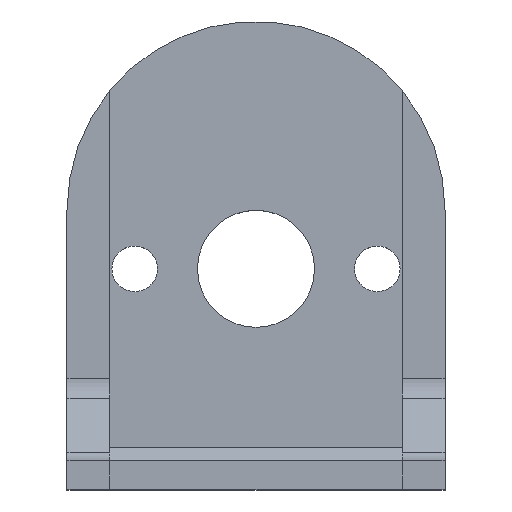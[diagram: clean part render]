
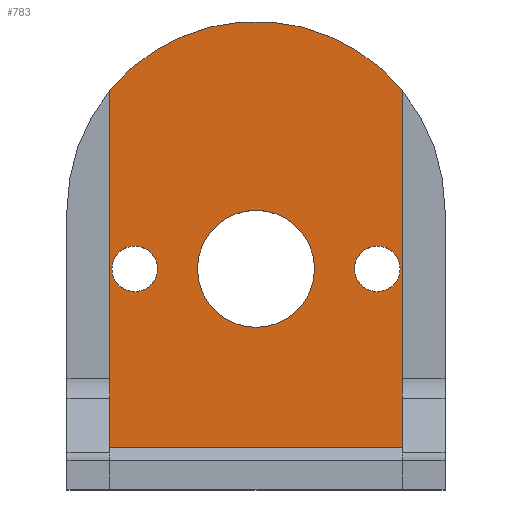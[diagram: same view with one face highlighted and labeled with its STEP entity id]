
A CAD part, top view. The second image highlights one B-rep face of the part: STEP entity #783.
In plain terms, the highlighted planar face has unit normal (0, 0, 1).
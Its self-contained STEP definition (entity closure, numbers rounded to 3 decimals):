
#21=FACE_BOUND('',#140,.T.);
#22=FACE_BOUND('',#141,.T.);
#23=FACE_BOUND('',#142,.T.);
#55=PLANE('',#878);
#89=FACE_OUTER_BOUND('',#139,.T.);
#139=EDGE_LOOP('',(#675,#676,#677,#678));
#140=EDGE_LOOP('',(#679));
#141=EDGE_LOOP('',(#680));
#142=EDGE_LOOP('',(#681));
#206=LINE('',#1261,#278);
#212=LINE('',#1286,#284);
#219=LINE('',#1311,#291);
#278=VECTOR('',#1029,10.);
#284=VECTOR('',#1051,10.);
#291=VECTOR('',#1078,10.);
#330=CIRCLE('',#877,13.25);
#331=CIRCLE('',#879,4.1);
#332=CIRCLE('',#880,1.6);
#333=CIRCLE('',#881,1.6);
#379=VERTEX_POINT('',#1254);
#382=VERTEX_POINT('',#1259);
#393=VERTEX_POINT('',#1285);
#401=VERTEX_POINT('',#1307);
#402=VERTEX_POINT('',#1312);
#403=VERTEX_POINT('',#1314);
#404=VERTEX_POINT('',#1316);
#474=EDGE_CURVE('',#382,#379,#206,.T.);
#486=EDGE_CURVE('',#393,#379,#212,.T.);
#497=EDGE_CURVE('',#401,#393,#330,.T.);
#499=EDGE_CURVE('',#382,#401,#219,.T.);
#500=EDGE_CURVE('',#402,#402,#331,.T.);
#501=EDGE_CURVE('',#403,#403,#332,.T.);
#502=EDGE_CURVE('',#404,#404,#333,.T.);
#675=ORIENTED_EDGE('',*,*,#474,.F.);
#676=ORIENTED_EDGE('',*,*,#499,.T.);
#677=ORIENTED_EDGE('',*,*,#497,.T.);
#678=ORIENTED_EDGE('',*,*,#486,.T.);
#679=ORIENTED_EDGE('',*,*,#500,.T.);
#680=ORIENTED_EDGE('',*,*,#501,.T.);
#681=ORIENTED_EDGE('',*,*,#502,.T.);
#783=ADVANCED_FACE('',(#89,#21,#22,#23),#55,.T.);
#877=AXIS2_PLACEMENT_3D('',#1308,#1073,#1074);
#878=AXIS2_PLACEMENT_3D('',#1310,#1076,#1077);
#879=AXIS2_PLACEMENT_3D('',#1313,#1079,#1080);
#880=AXIS2_PLACEMENT_3D('',#1315,#1081,#1082);
#881=AXIS2_PLACEMENT_3D('',#1317,#1083,#1084);
#1029=DIRECTION('',(-1.,0.,0.));
#1051=DIRECTION('',(0.,-1.,0.));
#1073=DIRECTION('center_axis',(0.,0.,
1.));
#1074=DIRECTION('ref_axis',(1.,0.,0.));
#1076=DIRECTION('center_axis',(0.,0.,
1.));
#1077=DIRECTION('ref_axis',(0.,-1.,0.));
#1078=DIRECTION('',(0.,1.,0.));
#1079=DIRECTION('center_axis',(0.,0.,
-1.));
#1080=DIRECTION('ref_axis',(1.,0.,0.));
#1081=DIRECTION('center_axis',(0.,0.,
-1.));
#1082=DIRECTION('ref_axis',(1.,0.,0.));
#1083=DIRECTION('center_axis',(0.,0.,
-1.));
#1084=DIRECTION('ref_axis',(1.,0.,0.));
#1254=CARTESIAN_POINT('',(-10.25,1.5,0.));
#1259=CARTESIAN_POINT('',(10.25,1.5,0.));
#1261=CARTESIAN_POINT('',(0.,1.5,0.));
#1285=CARTESIAN_POINT('',(-10.25,26.489,0.));
#1286=CARTESIAN_POINT('',(-10.25,0.671,0.));
#1307=CARTESIAN_POINT('',(10.25,26.489,0.));
#1308=CARTESIAN_POINT('Origin',(0.,18.093,0.));
#1310=CARTESIAN_POINT('Origin',(0.,1.343,
0.));
#1311=CARTESIAN_POINT('',(10.25,0.671,0.));
#1312=CARTESIAN_POINT('',(-4.1,14.,0.));
#1313=CARTESIAN_POINT('Origin',(0.,14.,0.));
#1314=CARTESIAN_POINT('',(6.9,14.,0.));
#1315=CARTESIAN_POINT('Origin',(8.5,14.,0.));
#1316=CARTESIAN_POINT('',(-10.1,14.,0.));
#1317=CARTESIAN_POINT('Origin',(-8.5,14.,0.));
